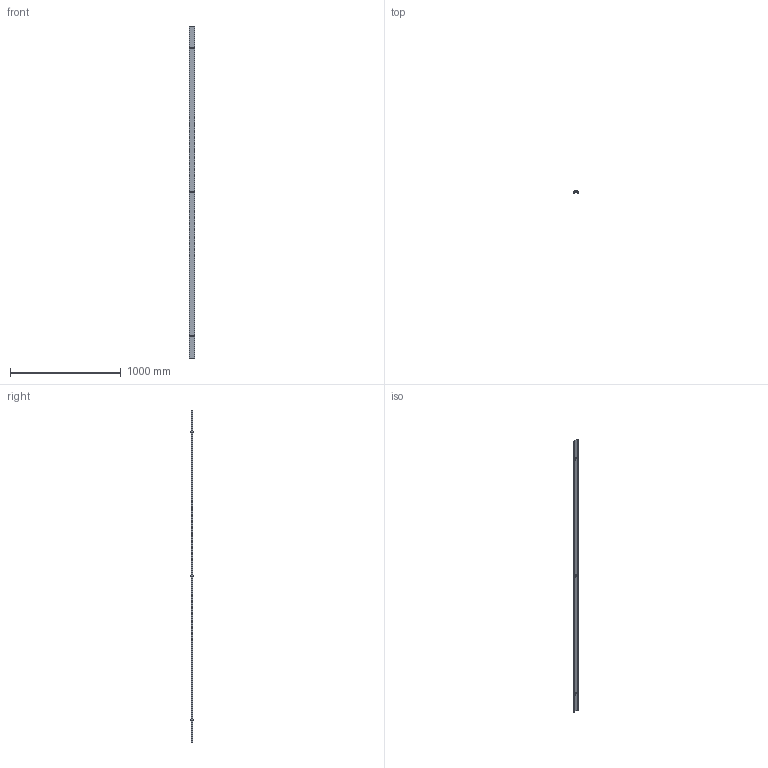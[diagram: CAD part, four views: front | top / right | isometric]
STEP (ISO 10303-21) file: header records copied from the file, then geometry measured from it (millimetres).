
FILE_DESCRIPTION((''),'2;1');
FILE_NAME('6080154_ASM','2013-02-14T',('AndreasKeweloh'),(''),'PRO/ENGINEER BY PARAMETRIC TECHNOLOGY CORPORATION, 2012360','PRO/ENGINEER BY PARAMETRIC TECHNOLOGY CORPORATION, 2012360','');
FILE_SCHEMA(('CONFIG_CONTROL_DESIGN'));
Length unit declared in the file: millimetre
Products named in the file (5): 6080154_DECKELBLECH; 6080154_DREH_K; 6080154_FUSS; 6080154_DREHRIEGEL_ASM; 6080154_ASM
Assembly tree (6 placements, depth 3):
  6080154_ASM
    6080154_DECKELBLECH
    6080154_DREHRIEGEL_ASM  x3
      6080154_DREH_K
      6080154_FUSS
Bounding box: 53 x 19.32 x 3000 mm (x, y, z)
Volume: 232442.2 mm3; surface area: 465012.7 mm2
Topology: 7 solids, 7 shells, 407 faces, 1101 edges, 717 vertices
Faces by surface type: plane 175, cylinder 142, cone 33, bspline 30, torus 21, extrusion 6
Entity records: 5218 total; most frequent: CARTESIAN_POINT 1274, DIRECTION 825, ORIENTED_EDGE 806, EDGE_CURVE 403, AXIS2_PLACEMENT_3D 314, VERTEX_POINT 263, VECTOR 197, LINE 195
